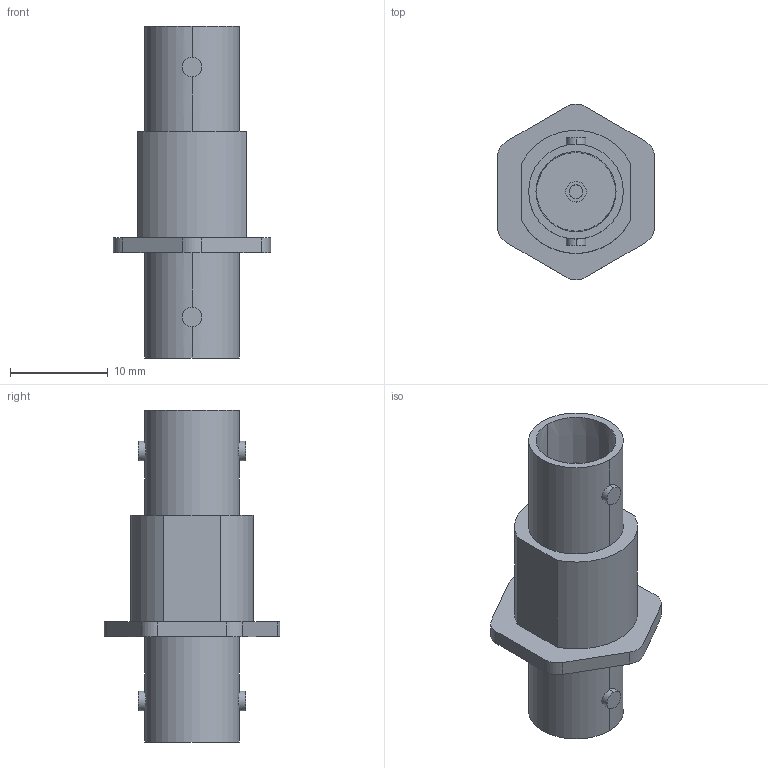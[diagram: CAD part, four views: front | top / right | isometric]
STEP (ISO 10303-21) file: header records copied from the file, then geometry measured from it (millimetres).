
FILE_DESCRIPTION((''),'2;1');
FILE_NAME('D-NBB75FG','2011-12-01T',('odo'),(''),'PRO/ENGINEER BY PARAMETRIC TECHNOLOGY CORPORATION, 2011080','PRO/ENGINEER BY PARAMETRIC TECHNOLOGY CORPORATION, 2011080','');
FILE_SCHEMA(('AUTOMOTIVE_DESIGN_CC2 { 1 2 10303 214 -1 1 5 2 }'));
Length unit declared in the file: millimetre
Products named in the file (1): D-NBB75FG
Bounding box: 16.1 x 18 x 34 mm (x, y, z)
Volume: 2371.7 mm3; surface area: 2173.5 mm2
Topology: 1 solids, 1 shells, 55 faces, 124 edges, 80 vertices
Faces by surface type: cylinder 28, plane 23, cone 4
Entity records: 1861 total; most frequent: CARTESIAN_POINT 363, DIRECTION 282, ORIENTED_EDGE 248, COLOUR_RGB 209, EDGE_CURVE 124, AXIS2_PLACEMENT_3D 111, VERTEX_POINT 80, EDGE_LOOP 64
